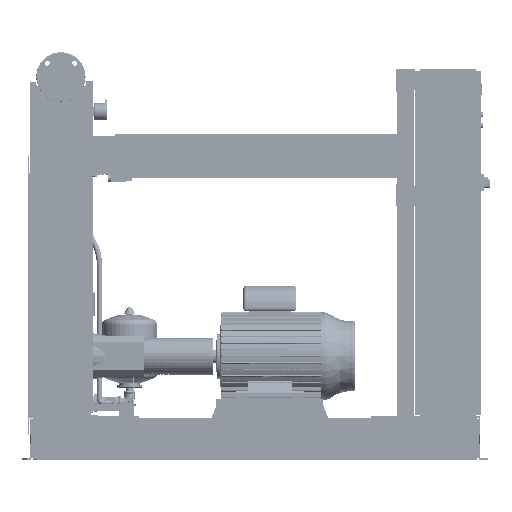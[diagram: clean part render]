
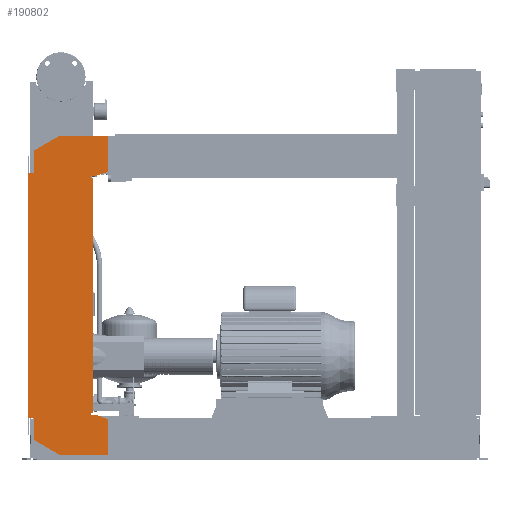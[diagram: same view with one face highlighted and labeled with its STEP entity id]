
A CAD part, front view. The second image highlights one B-rep face of the part: STEP entity #190802.
In plain terms, the highlighted free-form (B-spline) face has degree [1, 1] with [2, 2] control points.
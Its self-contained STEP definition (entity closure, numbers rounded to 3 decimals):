
#190287=CARTESIAN_POINT('',(-102.0,-565.5,1076.0));
#190288=VERTEX_POINT('',#190287);
#190295=CARTESIAN_POINT('',(-102.0,-565.5,1158.574));
#190296=VERTEX_POINT('',#190295);
#190297=CARTESIAN_POINT('',(-102.0,-565.5,1076.0));
#190298=DIRECTION('',(0.0,0.0,1.0));
#190299=VECTOR('',#190298,82.574);
#190300=LINE('',#190297,#190299);
#190301=EDGE_CURVE('',#190288,#190296,#190300,.T.);
#190319=CARTESIAN_POINT('',(-6.,-565.5,1214.0));
#190320=VERTEX_POINT('',#190319);
#190321=CARTESIAN_POINT('',(-102.0,-565.5,1158.574));
#190322=DIRECTION('',(0.866,0.0,0.5));
#190323=VECTOR('',#190322,110.851);
#190324=LINE('',#190321,#190323);
#190325=EDGE_CURVE('',#190296,#190320,#190324,.T.);
#190343=CARTESIAN_POINT('',(177.0,-565.5,1214.0));
#190344=VERTEX_POINT('',#190343);
#190345=CARTESIAN_POINT('',(-6.,-565.5,1214.0));
#190346=DIRECTION('',(1.0,0.0,0.0));
#190347=VECTOR('',#190346,183.0);
#190348=LINE('',#190345,#190347);
#190349=EDGE_CURVE('',#190320,#190344,#190348,.T.);
#190367=CARTESIAN_POINT('',(177.0,-565.5,1080.379));
#190368=VERTEX_POINT('',#190367);
#190369=CARTESIAN_POINT('',(177.0,-565.5,1214.0));
#190370=DIRECTION('',(0.0,0.0,-1.0));
#190371=VECTOR('',#190370,133.621);
#190372=LINE('',#190369,#190371);
#190373=EDGE_CURVE('',#190344,#190368,#190372,.T.);
#190391=CARTESIAN_POINT('',(132.,-565.5,1064.0));
#190392=VERTEX_POINT('',#190391);
#190393=CARTESIAN_POINT('',(177.0,-565.5,1080.379));
#190394=DIRECTION('',(-0.94,0.0,-0.342));
#190395=VECTOR('',#190394,47.888);
#190396=LINE('',#190393,#190395);
#190397=EDGE_CURVE('',#190368,#190392,#190396,.T.);
#190415=CARTESIAN_POINT('',(112.0,-565.5,1064.0));
#190416=VERTEX_POINT('',#190415);
#190417=CARTESIAN_POINT('',(132.,-565.5,1064.0));
#190418=DIRECTION('',(-1.0,0.0,0.0));
#190419=VECTOR('',#190418,20.);
#190420=LINE('',#190417,#190419);
#190421=EDGE_CURVE('',#190392,#190416,#190420,.T.);
#190439=CARTESIAN_POINT('',(112.0,-565.5,1056.0));
#190440=VERTEX_POINT('',#190439);
#190441=CARTESIAN_POINT('',(112.0,-565.5,1064.0));
#190442=DIRECTION('',(0.0,0.0,-1.0));
#190443=VECTOR('',#190442,8.0);
#190444=LINE('',#190441,#190443);
#190445=EDGE_CURVE('',#190416,#190440,#190444,.T.);
#190463=CARTESIAN_POINT('',(120.,-565.5,1056.0));
#190464=VERTEX_POINT('',#190463);
#190465=CARTESIAN_POINT('',(112.0,-565.5,1056.0));
#190466=DIRECTION('',(1.0,0.0,0.0));
#190467=VECTOR('',#190466,8.);
#190468=LINE('',#190465,#190467);
#190469=EDGE_CURVE('',#190440,#190464,#190468,.T.);
#190487=CARTESIAN_POINT('',(120.,-565.5,176.));
#190488=VERTEX_POINT('',#190487);
#190499=CARTESIAN_POINT('',(120.,-565.5,1056.0));
#190500=DIRECTION('',(0.0,0.0,-1.0));
#190501=VECTOR('',#190500,880.);
#190502=LINE('',#190499,#190501);
#190503=EDGE_CURVE('',#190464,#190488,#190502,.T.);
#190517=CARTESIAN_POINT('',(112.,-565.5,176.));
#190518=VERTEX_POINT('',#190517);
#190519=CARTESIAN_POINT('',(120.,-565.5,176.));
#190520=DIRECTION('',(-1.0,0.0,0.0));
#190521=VECTOR('',#190520,8.);
#190522=LINE('',#190519,#190521);
#190523=EDGE_CURVE('',#190488,#190518,#190522,.T.);
#190541=CARTESIAN_POINT('',(112.,-565.5,168.));
#190542=VERTEX_POINT('',#190541);
#190543=CARTESIAN_POINT('',(112.,-565.5,176.));
#190544=DIRECTION('',(0.0,0.0,-1.0));
#190545=VECTOR('',#190544,8.0);
#190546=LINE('',#190543,#190545);
#190547=EDGE_CURVE('',#190518,#190542,#190546,.T.);
#190565=CARTESIAN_POINT('',(132.,-565.5,168.));
#190566=VERTEX_POINT('',#190565);
#190567=CARTESIAN_POINT('',(112.,-565.5,168.));
#190568=DIRECTION('',(1.0,0.0,0.0));
#190569=VECTOR('',#190568,20.0);
#190570=LINE('',#190567,#190569);
#190571=EDGE_CURVE('',#190542,#190566,#190570,.T.);
#190589=CARTESIAN_POINT('',(177.,-565.5,151.621));
#190590=VERTEX_POINT('',#190589);
#190591=CARTESIAN_POINT('',(132.,-565.5,168.));
#190592=DIRECTION('',(0.94,0.0,-0.342));
#190593=VECTOR('',#190592,47.888);
#190594=LINE('',#190591,#190593);
#190595=EDGE_CURVE('',#190566,#190590,#190594,.T.);
#190613=CARTESIAN_POINT('',(177.,-565.5,18.0));
#190614=VERTEX_POINT('',#190613);
#190615=CARTESIAN_POINT('',(177.,-565.5,151.621));
#190616=DIRECTION('',(0.0,0.0,-1.0));
#190617=VECTOR('',#190616,133.621);
#190618=LINE('',#190615,#190617);
#190619=EDGE_CURVE('',#190590,#190614,#190618,.T.);
#190637=CARTESIAN_POINT('',(-4.,-565.5,18.0));
#190638=VERTEX_POINT('',#190637);
#190639=CARTESIAN_POINT('',(177.,-565.5,18.0));
#190640=DIRECTION('',(-1.0,0.0,0.0));
#190641=VECTOR('',#190640,181.);
#190642=LINE('',#190639,#190641);
#190643=EDGE_CURVE('',#190614,#190638,#190642,.T.);
#190661=CARTESIAN_POINT('',(-102.,-565.5,74.58));
#190662=VERTEX_POINT('',#190661);
#190663=CARTESIAN_POINT('',(-4.,-565.5,18.0));
#190664=DIRECTION('',(-0.866,0.0,0.5));
#190665=VECTOR('',#190664,113.161);
#190666=LINE('',#190663,#190665);
#190667=EDGE_CURVE('',#190638,#190662,#190666,.T.);
#190685=CARTESIAN_POINT('',(-102.,-565.5,156.0));
#190686=VERTEX_POINT('',#190685);
#190687=CARTESIAN_POINT('',(-102.,-565.5,74.58));
#190688=DIRECTION('',(0.0,0.0,1.0));
#190689=VECTOR('',#190688,81.42);
#190690=LINE('',#190687,#190689);
#190691=EDGE_CURVE('',#190662,#190686,#190690,.T.);
#190709=CARTESIAN_POINT('',(-122.,-565.5,156.0));
#190710=VERTEX_POINT('',#190709);
#190711=CARTESIAN_POINT('',(-102.,-565.5,156.0));
#190712=DIRECTION('',(-1.0,0.0,0.0));
#190713=VECTOR('',#190712,20.0);
#190714=LINE('',#190711,#190713);
#190715=EDGE_CURVE('',#190686,#190710,#190714,.T.);
#190733=CARTESIAN_POINT('',(-122.0,-565.5,1076.0));
#190734=VERTEX_POINT('',#190733);
#190747=CARTESIAN_POINT('',(-122.,-565.5,156.0));
#190748=DIRECTION('',(0.0,0.0,1.0));
#190749=VECTOR('',#190748,920.0);
#190750=LINE('',#190747,#190749);
#190751=EDGE_CURVE('',#190710,#190734,#190750,.T.);
#190765=CARTESIAN_POINT('',(-122.0,-565.5,1076.0));
#190766=DIRECTION('',(1.0,0.0,0.0));
#190767=VECTOR('',#190766,20.0);
#190768=LINE('',#190765,#190767);
#190769=EDGE_CURVE('',#190734,#190288,#190768,.T.);
#190775=CARTESIAN_POINT('',(-122.,-565.5,18.0));
#190776=CARTESIAN_POINT('',(177.0,-565.5,18.0));
#190777=CARTESIAN_POINT('',(-122.,-565.5,1214.0));
#190778=CARTESIAN_POINT('',(177.0,-565.5,1214.0));
#190779=B_SPLINE_SURFACE_WITH_KNOTS('',1,1,((#190775,#190777),(#190776,#190778)),.UNSPECIFIED.,.F.,.F.,.U.,(2,2),(2,2),(0.0,299.),(0.0,1196.0),.UNSPECIFIED.);
#190780=ORIENTED_EDGE('',*,*,#190769,.F.);
#190781=ORIENTED_EDGE('',*,*,#190751,.F.);
#190782=ORIENTED_EDGE('',*,*,#190715,.F.);
#190783=ORIENTED_EDGE('',*,*,#190691,.F.);
#190784=ORIENTED_EDGE('',*,*,#190667,.F.);
#190785=ORIENTED_EDGE('',*,*,#190643,.F.);
#190786=ORIENTED_EDGE('',*,*,#190619,.F.);
#190787=ORIENTED_EDGE('',*,*,#190595,.F.);
#190788=ORIENTED_EDGE('',*,*,#190571,.F.);
#190789=ORIENTED_EDGE('',*,*,#190547,.F.);
#190790=ORIENTED_EDGE('',*,*,#190523,.F.);
#190791=ORIENTED_EDGE('',*,*,#190503,.F.);
#190792=ORIENTED_EDGE('',*,*,#190469,.F.);
#190793=ORIENTED_EDGE('',*,*,#190445,.F.);
#190794=ORIENTED_EDGE('',*,*,#190421,.F.);
#190795=ORIENTED_EDGE('',*,*,#190397,.F.);
#190796=ORIENTED_EDGE('',*,*,#190373,.F.);
#190797=ORIENTED_EDGE('',*,*,#190349,.F.);
#190798=ORIENTED_EDGE('',*,*,#190325,.F.);
#190799=ORIENTED_EDGE('',*,*,#190301,.F.);
#190800=EDGE_LOOP('',(#190780,#190781,#190782,#190783,#190784,#190785,#190786,#190787,#190788,#190789,#190790,#190791,#190792,#190793,#190794,#190795,#190796,#190797,#190798,#190799));
#190801=FACE_OUTER_BOUND('',#190800,.T.);
#190802=ADVANCED_FACE('',(#190801),#190779,.T.);
